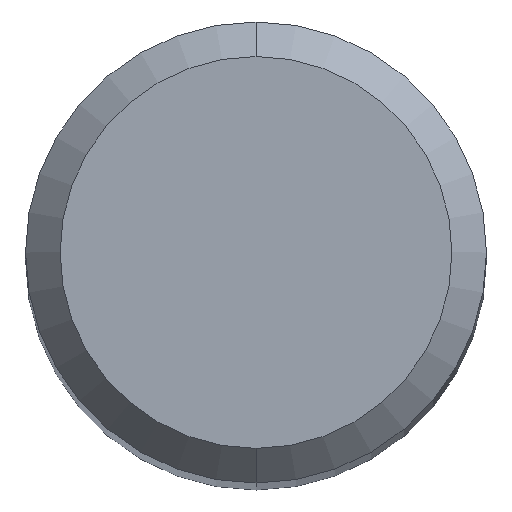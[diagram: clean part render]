
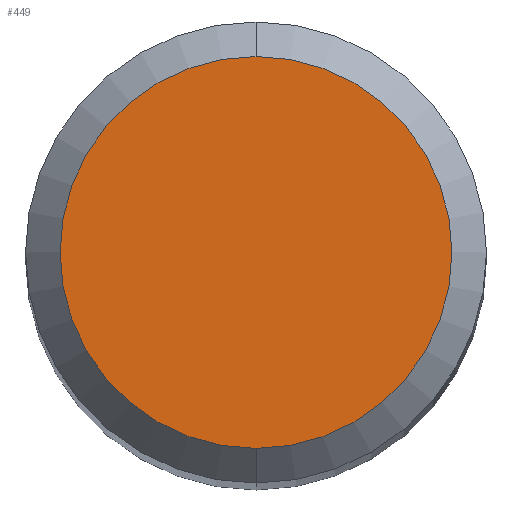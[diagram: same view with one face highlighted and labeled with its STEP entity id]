
A CAD part, top view. The second image highlights one B-rep face of the part: STEP entity #449.
In plain terms, the highlighted planar face has unit normal (0, 0, 1).
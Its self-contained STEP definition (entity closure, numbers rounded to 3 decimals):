
#449=ADVANCED_FACE('',(#1277),#1278,.T.);
#539=EDGE_CURVE('',#947,#723,#1375,.T.);
#723=VERTEX_POINT('',#1580);
#877=EDGE_CURVE('',#723,#947,#1742,.T.);
#947=VERTEX_POINT('',#1816);
#1277=FACE_OUTER_BOUND('',#2185,.T.);
#1278=PLANE('',#2186);
#1375=CIRCLE('',#2592,1.7);
#1580=CARTESIAN_POINT('',(0.0,1.7,0.0));
#1742=CIRCLE('',#3880,1.7);
#1816=CARTESIAN_POINT('',(0.,-1.7,0.0));
#2185=EDGE_LOOP('',(#5819,#5820));
#2186=AXIS2_PLACEMENT_3D('',#5821,#5822,#5823);
#2592=AXIS2_PLACEMENT_3D('',#5926,#5927,#5928);
#3880=AXIS2_PLACEMENT_3D('',#6311,#6312,#6313);
#5819=ORIENTED_EDGE('',*,*,#877,.F.);
#5820=ORIENTED_EDGE('',*,*,#539,.F.);
#5821=CARTESIAN_POINT('',(0.0,0.85,0.0));
#5822=DIRECTION('',(-0.0,0.0,1.0));
#5823=DIRECTION('',(0.0,-1.0,0.0));
#5926=CARTESIAN_POINT('',(0.0,0.0,0.0));
#5927=DIRECTION('',(0.0,0.0,-1.0));
#5928=DIRECTION('',(0.0,1.0,0.0));
#6311=CARTESIAN_POINT('',(0.0,0.0,0.0));
#6312=DIRECTION('',(0.0,0.0,-1.0));
#6313=DIRECTION('',(0.0,1.0,0.0));
